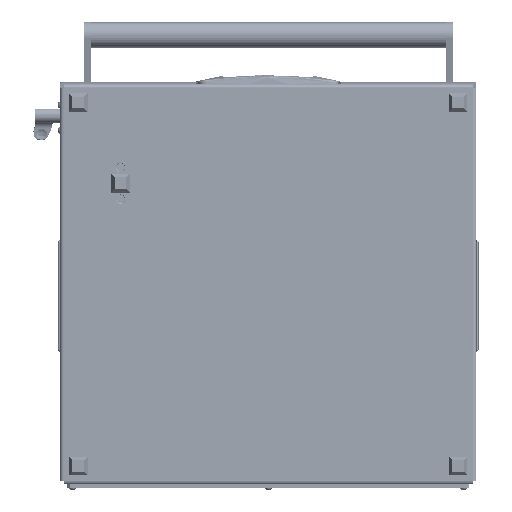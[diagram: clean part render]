
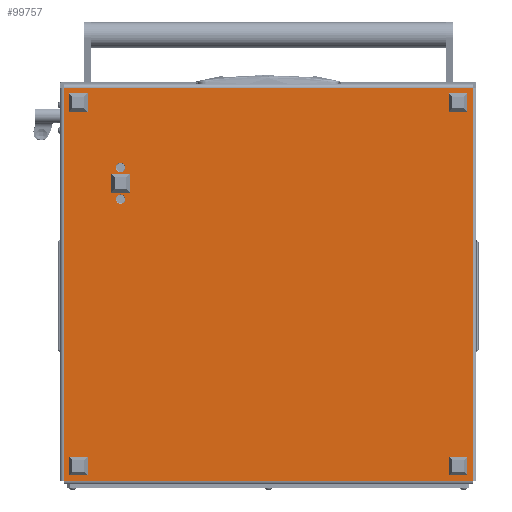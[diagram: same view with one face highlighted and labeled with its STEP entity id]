
A CAD part, front view. The second image highlights one B-rep face of the part: STEP entity #99757.
In plain terms, the highlighted face is planar.
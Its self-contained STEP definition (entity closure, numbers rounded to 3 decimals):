
#280 = CARTESIAN_POINT ( 'NONE',  ( 2., 0., 0. ) ) ;
#759 = CIRCLE ( 'NONE', #35001, 5.2 ) ;
#1467 = CIRCLE ( 'NONE', #90400, 5.2 ) ;
#3605 = LINE ( 'NONE', #79158, #16610 ) ;
#3749 = CARTESIAN_POINT ( 'NONE',  ( 125., 389., 0. ) ) ;
#3920 = EDGE_CURVE ( 'NONE', #11531, #111698, #1467, .T. ) ;
#4424 = AXIS2_PLACEMENT_3D ( 'NONE', #112668, #39462, #95684 ) ;
#7034 = VERTEX_POINT ( 'NONE', #20187 ) ;
#9680 = ORIENTED_EDGE ( 'NONE', *, *, #10349, .T. ) ;
#10179 = FACE_OUTER_BOUND ( 'NONE', #95947, .T. ) ;
#10349 = EDGE_CURVE ( 'NONE', #51646, #16811, #89303, .T. ) ;
#11531 = VERTEX_POINT ( 'NONE', #93275 ) ;
#15279 = AXIS2_PLACEMENT_3D ( 'NONE', #105911, #87369, #52416 ) ;
#15493 = CARTESIAN_POINT ( 'NONE',  ( 436., 452., 0. ) ) ;
#16610 = VECTOR ( 'NONE', #52262, 1000. ) ;
#16811 = VERTEX_POINT ( 'NONE', #82961 ) ;
#19385 = DIRECTION ( 'NONE',  ( 0., 0., -1. ) ) ;
#20169 = CARTESIAN_POINT ( 'NONE',  ( 90., 389., 0. ) ) ;
#20187 = CARTESIAN_POINT ( 'NONE',  ( 84.8, 389., 0. ) ) ;
#20216 = CARTESIAN_POINT ( 'NONE',  ( 436., 0., 0. ) ) ;
#20246 = FACE_BOUND ( 'NONE', #33009, .T. ) ;
#21911 = DIRECTION ( 'NONE',  ( -1., 0., 0. ) ) ;
#22164 = EDGE_CURVE ( 'NONE', #31432, #7034, #80591, .T. ) ;
#24066 = ORIENTED_EDGE ( 'NONE', *, *, #99043, .T. ) ;
#27670 = LINE ( 'NONE', #20216, #33528 ) ;
#28382 = CARTESIAN_POINT ( 'NONE',  ( 95.2, 389., 0. ) ) ;
#29098 = ORIENTED_EDGE ( 'NONE', *, *, #75085, .F. ) ;
#31241 = PLANE ( 'NONE',  #4424 ) ;
#31432 = VERTEX_POINT ( 'NONE', #28382 ) ;
#33009 = EDGE_LOOP ( 'NONE', ( #106796, #39859 ) ) ;
#33528 = VECTOR ( 'NONE', #85554, 1000. ) ;
#34737 = LINE ( 'NONE', #90433, #98122 ) ;
#35001 = AXIS2_PLACEMENT_3D ( 'NONE', #63304, #100229, #45160 ) ;
#35294 = DIRECTION ( 'NONE',  ( 0., 1., 0. ) ) ;
#39462 = DIRECTION ( 'NONE',  ( 0., 0., -1. ) ) ;
#39859 = ORIENTED_EDGE ( 'NONE', *, *, #3920, .F. ) ;
#41383 = VERTEX_POINT ( 'NONE', #280 ) ;
#42287 = AXIS2_PLACEMENT_3D ( 'NONE', #20169, #19385, #112127 ) ;
#45160 = DIRECTION ( 'NONE',  ( -1., 0., 0. ) ) ;
#45644 = ORIENTED_EDGE ( 'NONE', *, *, #49911, .F. ) ;
#49911 = EDGE_CURVE ( 'NONE', #7034, #31432, #84779, .T. ) ;
#51646 = VERTEX_POINT ( 'NONE', #89518 ) ;
#52262 = DIRECTION ( 'NONE',  ( -1., 0., 0. ) ) ;
#52368 = DIRECTION ( 'NONE',  ( 0., -1., 0. ) ) ;
#52416 = DIRECTION ( 'NONE',  ( -1., 0., 0. ) ) ;
#57953 = DIRECTION ( 'NONE',  ( 0., 0., -1. ) ) ;
#58689 = EDGE_CURVE ( 'NONE', #111698, #11531, #759, .T. ) ;
#63304 = CARTESIAN_POINT ( 'NONE',  ( 125., 389., 0. ) ) ;
#63390 = VECTOR ( 'NONE', #52368, 1000. ) ;
#64119 = EDGE_LOOP ( 'NONE', ( #45644, #74924 ) ) ;
#74924 = ORIENTED_EDGE ( 'NONE', *, *, #22164, .F. ) ;
#75085 = EDGE_CURVE ( 'NONE', #51646, #81456, #3605, .T. ) ;
#75189 = FACE_BOUND ( 'NONE', #64119, .T. ) ;
#79158 = CARTESIAN_POINT ( 'NONE',  ( 0., 452., 0. ) ) ;
#80591 = CIRCLE ( 'NONE', #15279, 5.2 ) ;
#81456 = VERTEX_POINT ( 'NONE', #99282 ) ;
#82961 = CARTESIAN_POINT ( 'NONE',  ( 436., 0., 0. ) ) ;
#84779 = CIRCLE ( 'NONE', #42287, 5.2 ) ;
#85554 = DIRECTION ( 'NONE',  ( -1., 0., 0. ) ) ;
#87369 = DIRECTION ( 'NONE',  ( 0., 0., -1. ) ) ;
#89303 = LINE ( 'NONE', #15493, #63390 ) ;
#89518 = CARTESIAN_POINT ( 'NONE',  ( 436., 452., 0. ) ) ;
#90400 = AXIS2_PLACEMENT_3D ( 'NONE', #3749, #57953, #21911 ) ;
#90433 = CARTESIAN_POINT ( 'NONE',  ( 2., 0., 0. ) ) ;
#93275 = CARTESIAN_POINT ( 'NONE',  ( 130.2, 389., 0. ) ) ;
#95684 = DIRECTION ( 'NONE',  ( -1., 0., 0. ) ) ;
#95947 = EDGE_LOOP ( 'NONE', ( #24066, #106887, #29098, #9680 ) ) ;
#98122 = VECTOR ( 'NONE', #35294, 1000. ) ;
#99043 = EDGE_CURVE ( 'NONE', #16811, #41383, #27670, .T. ) ;
#99282 = CARTESIAN_POINT ( 'NONE',  ( 2., 452., 0. ) ) ;
#99757 = ADVANCED_FACE ( 'NONE', ( #75189, #20246, #10179 ), #31241, .T. ) ;
#100096 = EDGE_CURVE ( 'NONE', #41383, #81456, #34737, .T. ) ;
#100229 = DIRECTION ( 'NONE',  ( 0., 0., -1. ) ) ;
#103091 = CARTESIAN_POINT ( 'NONE',  ( 119.8, 389., 0. ) ) ;
#105911 = CARTESIAN_POINT ( 'NONE',  ( 90., 389., 0. ) ) ;
#106796 = ORIENTED_EDGE ( 'NONE', *, *, #58689, .F. ) ;
#106887 = ORIENTED_EDGE ( 'NONE', *, *, #100096, .T. ) ;
#111698 = VERTEX_POINT ( 'NONE', #103091 ) ;
#112127 = DIRECTION ( 'NONE',  ( -1., 0., 0. ) ) ;
#112668 = CARTESIAN_POINT ( 'NONE',  ( 0., 452., 0. ) ) ;
